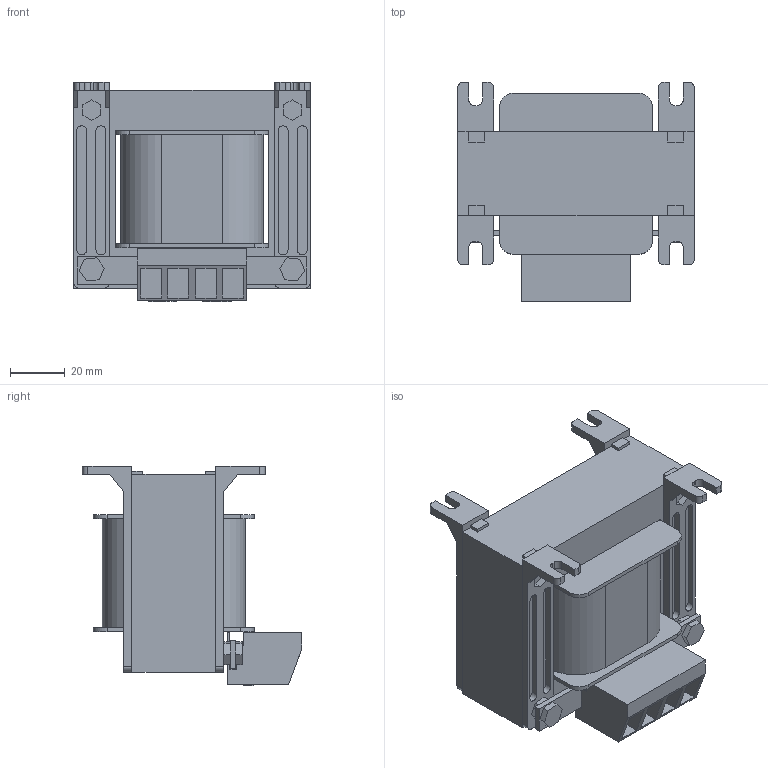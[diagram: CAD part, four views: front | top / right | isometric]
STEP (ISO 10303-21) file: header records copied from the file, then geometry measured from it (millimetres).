
FILE_DESCRIPTION((''),'2;1');
FILE_NAME('Transformador 2211.stp','2013-11-22T09:03:34',('aleonarduzzi'),(''),'Autodesk Inventor 2012','Autodesk Inventor 2012','');
FILE_SCHEMA(('CONFIG_CONTROL_DESIGN'));
Length unit declared in the file: millimetre
Products named in the file (1): Transformador 2211
Bounding box: 86 x 79.77 x 80.05 mm (x, y, z)
Volume: 249449.3 mm3; surface area: 78230.8 mm2
Topology: 9 solids, 9 shells, 435 faces, 1131 edges, 754 vertices
Faces by surface type: plane 323, cylinder 64, bspline 48
Full cylindrical faces by diameter (mm): 6 x4
Entity records: 13673 total; most frequent: CARTESIAN_POINT 3085, ORIENTED_EDGE 2254, DIRECTION 1935, EDGE_CURVE 1127, VECTOR 903, LINE 903, VERTEX_POINT 754, AXIS2_PLACEMENT_3D 516
